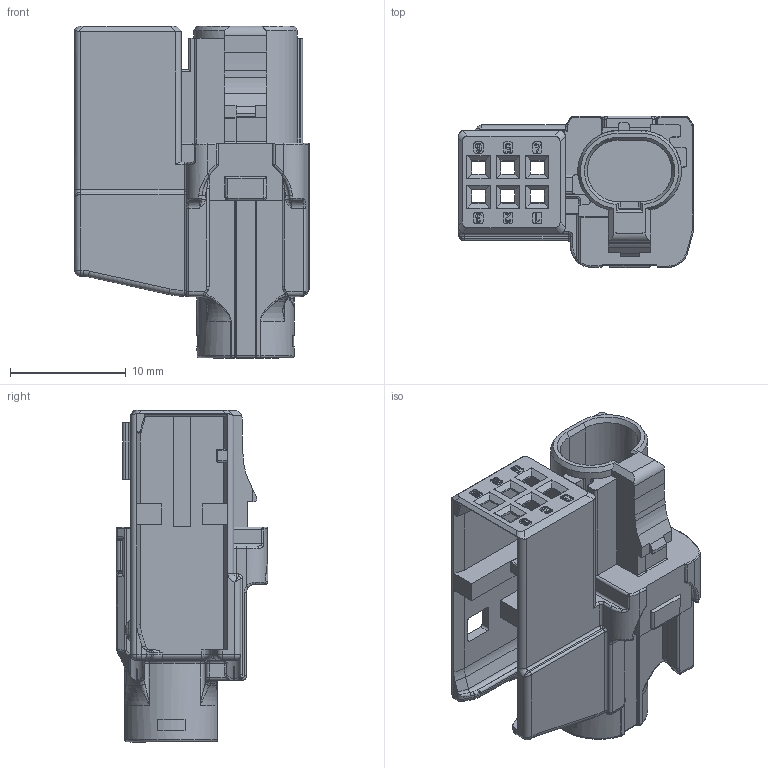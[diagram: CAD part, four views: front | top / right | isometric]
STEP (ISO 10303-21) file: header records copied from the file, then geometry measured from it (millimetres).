
FILE_DESCRIPTION(/* description */ (''),/* implementation_level */ '2;1');
FILE_NAME(/* name */ '35706481-CODE B.stp',/* time_stamp */ '2023-07-28T14:26:09+08:00',/* author */ (''),/* organization */ (''),/* preprocessor_version */ 'ST-DEVELOPER v16',/* originating_system */ 'SIEMENS PLM Software NX 11.0',/* authorisation */ '');
FILE_SCHEMA (('AUTOMOTIVE_DESIGN { 1 0 10303 214 3 1 1 1 }'));
Length unit declared in the file: millimetre
Products named in the file (1): 35706481-CODE B
Bounding box: 20.25 x 13.1 x 28.65 mm (x, y, z)
Volume: 2535.4 mm3; surface area: 3095.1 mm2
Topology: 1 solids, 1 shells, 1645 faces, 4292 edges, 2693 vertices
Faces by surface type: plane 868, cylinder 486, bspline 129, torus 74, extrusion 42, sphere 35, cone 11
Full cylindrical faces by diameter (mm): 0.373 x2, 1.441 x1, 1.663 x1, 3 x1, 6.5 x1
Entity records: 54000 total; most frequent: CARTESIAN_POINT 14124, ORIENTED_EDGE 8464, DIRECTION 8103, EDGE_CURVE 4232, VECTOR 2725, AXIS2_PLACEMENT_3D 2689, VERTEX_POINT 2686, LINE 2683
